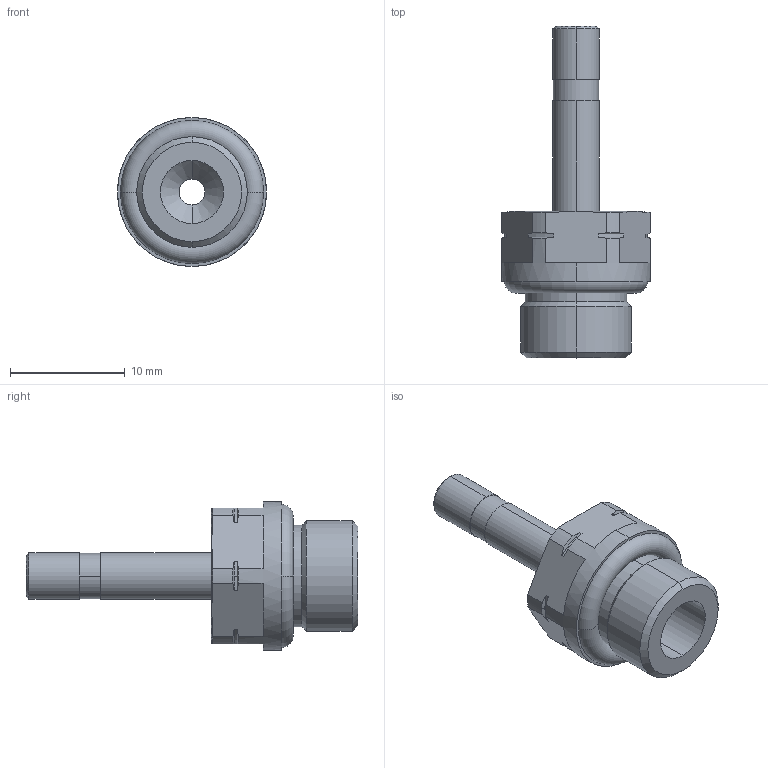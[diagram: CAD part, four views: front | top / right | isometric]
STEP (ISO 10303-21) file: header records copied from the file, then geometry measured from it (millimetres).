
FILE_DESCRIPTION (( 'STEP AP203' ), '1' );
FILE_NAME ('SA532-18N.step', '2016-02-15T19:55:21', ( '' ), ( '' ), 'SwSTEP 2.0', 'SolidWorks 2015', '' );
FILE_SCHEMA (( 'CONFIG_CONTROL_DESIGN' ));
Length unit declared in the file: millimetre
Products named in the file (1): SA532-18N
Bounding box: 13 x 28.96 x 13 mm (x, y, z)
Volume: 1204.1 mm3; surface area: 1423.3 mm2
Topology: 2 solids, 2 shells, 75 faces, 190 edges, 121 vertices
Faces by surface type: cylinder 29, cone 24, plane 18, torus 4
Entity records: 2398 total; most frequent: CARTESIAN_POINT 485, DIRECTION 401, ORIENTED_EDGE 380, EDGE_CURVE 190, AXIS2_PLACEMENT_3D 165, VERTEX_POINT 121, CIRCLE 89, EDGE_LOOP 81
